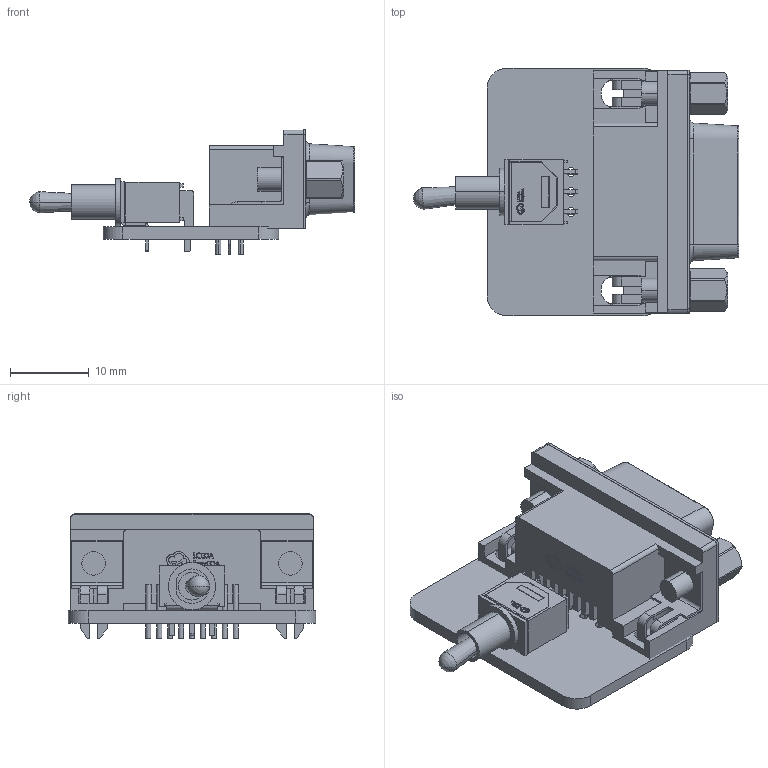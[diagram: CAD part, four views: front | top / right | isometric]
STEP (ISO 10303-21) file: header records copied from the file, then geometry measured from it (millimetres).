
FILE_DESCRIPTION(('Designed by EasyEDA Pro'),'2;1');
FILE_NAME('Open CASCADE Shape Model','2024-06-07T09:20:44',('Author'),( 'Open CASCADE'),'Open CASCADE STEP processor 7.8','Open CASCADE 7.8' ,'Unknown');
FILE_SCHEMA(('AUTOMOTIVE_DESIGN { 1 0 10303 214 1 1 1 1 }'));
Length unit declared in the file: millimetre
Products named in the file (8): PCBModel; Board; XVaI-SW1; SW-TH_ST-0-102-C03-N003-RS; COMPOUND; XVaI-J1; DSUB-TH_DMR-9P
Assembly tree (7 placements, depth 4):
  PCBModel
    Board
    XVaI-SW1
      SW-TH_ST-0-102-C03-N003-RS
        COMPOUND
    XVaI-J1
      DSUB-TH_DMR-9P
        COMPOUND
Bounding box: 41.36 x 31.47 x 15.81 mm (x, y, z)
Volume: 4451.5 mm3; surface area: 6440.1 mm2
Topology: 24 solids, 24 shells, 1122 faces, 2929 edges, 1918 vertices
Faces by surface type: plane 703, bspline 230, cylinder 153, revolution 20, cone 12, torus 4
Full cylindrical faces by diameter (mm): 1.1 x14, 3.25 x2
Entity records: 46976 total; most frequent: CARTESIAN_POINT 11079, ORIENTED_EDGE 5848, DIRECTION 4574, EDGE_CURVE 2924, LINE 2046, VECTOR 2046, VERTEX_POINT 1916, AXIS2_PLACEMENT_3D 1254
